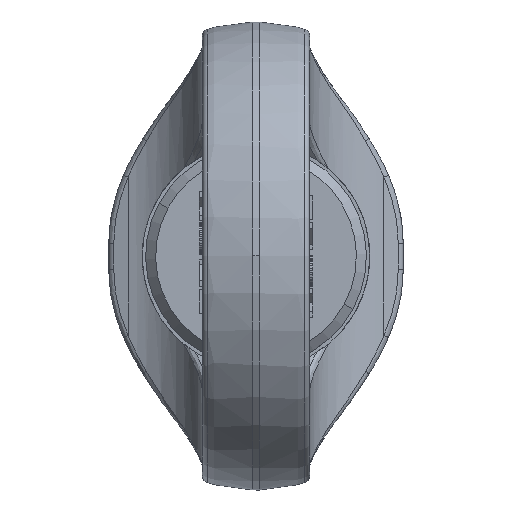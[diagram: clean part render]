
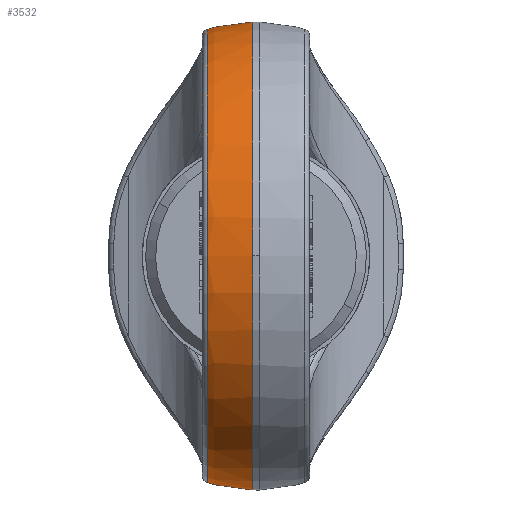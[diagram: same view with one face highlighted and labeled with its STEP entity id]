
A CAD part, top view. The second image highlights one B-rep face of the part: STEP entity #3532.
In plain terms, the highlighted face is a revolution surface.
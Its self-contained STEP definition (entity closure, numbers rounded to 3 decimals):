
#1370=CARTESIAN_POINT('Axis2P3D Location',(-7.317,0.,0.)) ;
#1374=CARTESIAN_POINT('Vertex',(-7.317,-32.454,-9.763)) ;
#1376=CARTESIAN_POINT('Vertex',(-7.317,32.454,-9.763)) ;
#3375=CARTESIAN_POINT('Control Point',(-9.016,-28.582,-16.973)) ;
#3376=CARTESIAN_POINT('Control Point',(-8.712,-29.096,-16.364)) ;
#3377=CARTESIAN_POINT('Control Point',(-8.428,-29.589,-15.715)) ;
#3378=CARTESIAN_POINT('Control Point',(-8.17,-30.059,-15.023)) ;
#3379=CARTESIAN_POINT('Control Point',(-7.741,-30.9,-13.627)) ;
#3380=CARTESIAN_POINT('Control Point',(-7.46,-31.624,-12.092)) ;
#3381=CARTESIAN_POINT('Control Point',(-7.366,-31.937,-11.335)) ;
#3382=CARTESIAN_POINT('Control Point',(-7.317,-32.215,-10.556)) ;
#3383=CARTESIAN_POINT('Control Point',(-7.317,-32.454,-9.763)) ;
#3384=CARTESIAN_POINT('Vertex',(-9.016,-28.582,-16.973)) ;
#3457=CARTESIAN_POINT('Control Point',(-9.016,28.582,-16.973)) ;
#3458=CARTESIAN_POINT('Control Point',(-8.808,28.933,-16.557)) ;
#3459=CARTESIAN_POINT('Control Point',(-8.61,29.274,-16.122)) ;
#3460=CARTESIAN_POINT('Control Point',(-8.423,29.605,-15.668)) ;
#3461=CARTESIAN_POINT('Control Point',(-8.019,30.346,-14.568)) ;
#3462=CARTESIAN_POINT('Control Point',(-7.7,31.017,-13.365)) ;
#3463=CARTESIAN_POINT('Control Point',(-7.55,31.373,-12.648)) ;
#3464=CARTESIAN_POINT('Control Point',(-7.402,31.812,-11.64)) ;
#3465=CARTESIAN_POINT('Control Point',(-7.335,32.189,-10.592)) ;
#3466=CARTESIAN_POINT('Control Point',(-7.323,32.282,-10.318)) ;
#3467=CARTESIAN_POINT('Control Point',(-7.317,32.37,-10.041)) ;
#3468=CARTESIAN_POINT('Control Point',(-7.317,32.454,-9.763)) ;
#3469=CARTESIAN_POINT('Vertex',(-9.016,28.582,-16.973)) ;
#3487=CARTESIAN_POINT('Control Point',(-0.5,28.841,-19.829)) ;
#3488=CARTESIAN_POINT('Control Point',(-7.254,28.841,-19.829)) ;
#3489=CARTESIAN_POINT('Control Point',(-14.015,26.662,-18.33)) ;
#3490=CARTESIAN_POINT('Control Point',(-19.355,22.261,-15.305)) ;
#3491=CARTESIAN_POINT('Control Point',(-22.,16.69,-11.475)) ;
#3492=CARTESIAN_POINT('Control Point',(-22.,11.125,-7.648)) ;
#3493=CARTESIAN_POINT('Axis1P Location',(-0.5,0.,0.)) ;
#3497=CARTESIAN_POINT('Axis2P3D Location',(-0.5,-11.608,-6.893)) ;
#3501=CARTESIAN_POINT('Vertex',(-0.5,-30.094,-17.871)) ;
#3504=CARTESIAN_POINT('Axis2P3D Location',(-0.5,0.,0.)) ;
#3508=CARTESIAN_POINT('Vertex',(-0.5,0.,35.)) ;
#3511=CARTESIAN_POINT('Axis2P3D Location',(-0.5,0.,0.)) ;
#3515=CARTESIAN_POINT('Vertex',(-0.5,30.094,-17.871)) ;
#3518=CARTESIAN_POINT('Axis2P3D Location',(-0.5,11.608,-6.893)) ;
#1371=DIRECTION('Axis2P3D Direction',(-1.,0.,0.)) ;
#3494=DIRECTION('Axis1P Direction',(1.,-0.,-0.)) ;
#3498=DIRECTION('Axis2P3D Direction',(0.,0.511,-0.86)) ;
#3505=DIRECTION('Axis2P3D Direction',(1.,-0.,0.)) ;
#3512=DIRECTION('Axis2P3D Direction',(1.,-0.,0.)) ;
#3519=DIRECTION('Axis2P3D Direction',(0.,0.511,0.86)) ;
#1372=AXIS2_PLACEMENT_3D('Circle Axis2P3D',#1370,#1371,$) ;
#3499=AXIS2_PLACEMENT_3D('Circle Axis2P3D',#3497,#3498,$) ;
#3506=AXIS2_PLACEMENT_3D('Circle Axis2P3D',#3504,#3505,$) ;
#3513=AXIS2_PLACEMENT_3D('Circle Axis2P3D',#3511,#3512,$) ;
#3520=AXIS2_PLACEMENT_3D('Circle Axis2P3D',#3518,#3519,$) ;
#3524=ORIENTED_EDGE('',*,*,#3471,.F.) ;
#3525=ORIENTED_EDGE('',*,*,#1378,.F.) ;
#3526=ORIENTED_EDGE('',*,*,#3386,.F.) ;
#3527=ORIENTED_EDGE('',*,*,#3503,.F.) ;
#3528=ORIENTED_EDGE('',*,*,#3510,.F.) ;
#3529=ORIENTED_EDGE('',*,*,#3517,.F.) ;
#3530=ORIENTED_EDGE('',*,*,#3522,.F.) ;
#3532=ADVANCED_FACE('\X2\52A05DE55716\X0\(\X2\53D66D88659C9762\X0\)',(#3531),#3496,.F.) ;
#3495=AXIS1_PLACEMENT('Revolution Surface Axis1P',#3493,#3494) ;
#3374=B_SPLINE_CURVE_WITH_KNOTS('',5,(#3375,#3376,#3377,#3378,#3379,#3380,#3381,#3382,#3383),.UNSPECIFIED.,.F.,.U.,(6,3,6),(71.064,75.651,79.787),.UNSPECIFIED.) ;
#3456=B_SPLINE_CURVE_WITH_KNOTS('',5,(#3457,#3458,#3459,#3460,#3461,#3462,#3463,#3464,#3465,#3466,#3467,#3468),.UNSPECIFIED.,.F.,.U.,(6,3,3,6),(2.636,5.77,9.908,11.359),.UNSPECIFIED.) ;
#3486=B_SPLINE_CURVE_WITH_KNOTS('',5,(#3487,#3488,#3489,#3490,#3491,#3492),.UNSPECIFIED.,.F.,.U.,(6,6),(0.,33.772),.UNSPECIFIED.) ;
#1373=CIRCLE('generated circle',#1372,33.891) ;
#3500=CIRCLE('generated circle',#3499,21.5) ;
#3507=CIRCLE('generated circle',#3506,35.) ;
#3514=CIRCLE('generated circle',#3513,35.) ;
#3521=CIRCLE('generated circle',#3520,21.5) ;
#1378=EDGE_CURVE('',#1375,#1377,#1373,.T.) ;
#3386=EDGE_CURVE('',#3385,#1375,#3374,.T.) ;
#3471=EDGE_CURVE('',#1377,#3470,#3456,.F.) ;
#3503=EDGE_CURVE('',#3502,#3385,#3500,.T.) ;
#3510=EDGE_CURVE('',#3509,#3502,#3507,.T.) ;
#3517=EDGE_CURVE('',#3516,#3509,#3514,.T.) ;
#3522=EDGE_CURVE('',#3470,#3516,#3521,.F.) ;
#3523=EDGE_LOOP('',(#3524,#3525,#3526,#3527,#3528,#3529,#3530)) ;
#3531=FACE_OUTER_BOUND('',#3523,.T.) ;
#3496=SURFACE_OF_REVOLUTION('homeo Torus',#3486,#3495) ;
#1375=VERTEX_POINT('',#1374) ;
#1377=VERTEX_POINT('',#1376) ;
#3385=VERTEX_POINT('',#3384) ;
#3470=VERTEX_POINT('',#3469) ;
#3502=VERTEX_POINT('',#3501) ;
#3509=VERTEX_POINT('',#3508) ;
#3516=VERTEX_POINT('',#3515) ;
